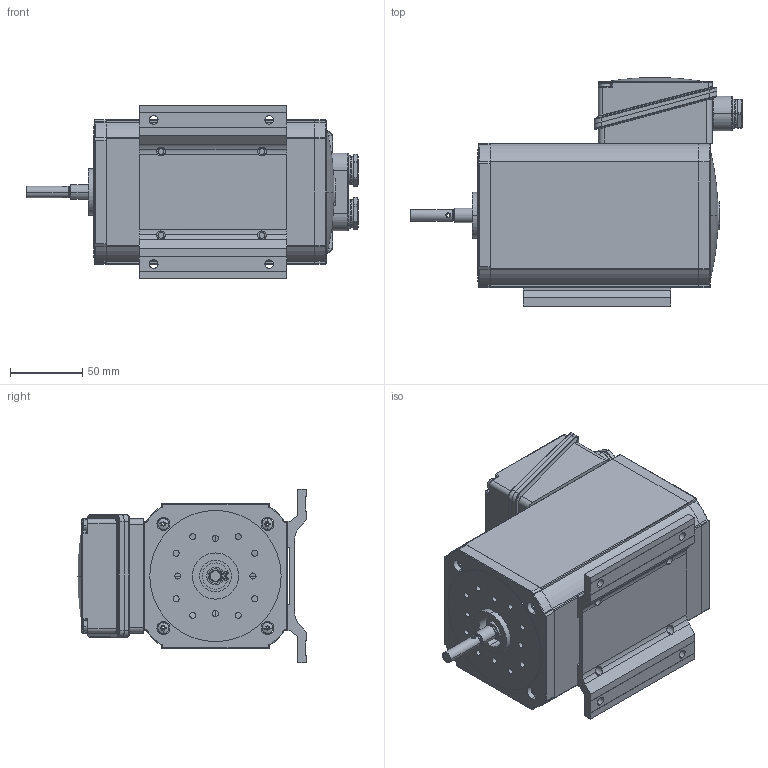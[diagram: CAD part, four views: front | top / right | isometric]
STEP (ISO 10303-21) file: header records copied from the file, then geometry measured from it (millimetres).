
FILE_DESCRIPTION(('STEP AP214'),'1');
FILE_NAME('tmp0.STP','2015-04-07T12:10:16',(' '),(' '),'Spatial InterOp 3D',' ',' ');
FILE_SCHEMA(('automotive_design'));
Length unit declared in the file: millimetre
Products named in the file (758): NONE; 1
Bounding box: 230.05 x 158.5 x 120 mm (x, y, z)
Volume: 65390.2 mm3; surface area: 144002.6 mm2
Topology: 1 solids, 758 shells, 809 faces, 3723 edges, 3649 vertices
Faces by surface type: plane 337, cylinder 303, torus 50, sphere 48, bspline 41, cone 30
Entity records: 76922 total; most frequent: CARTESIAN_POINT 22535, DIRECTION 7564, ORIENTED_EDGE 3865, EDGE_CURVE 3703, VERTEX_POINT 3649, AXIS2_PLACEMENT_3D 2907, LINE 1750, VECTOR 1750
